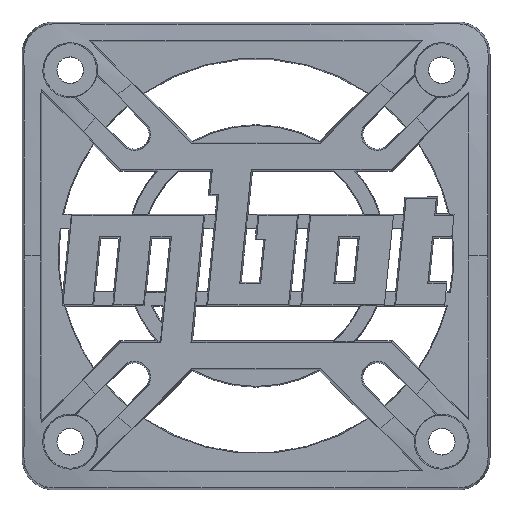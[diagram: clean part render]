
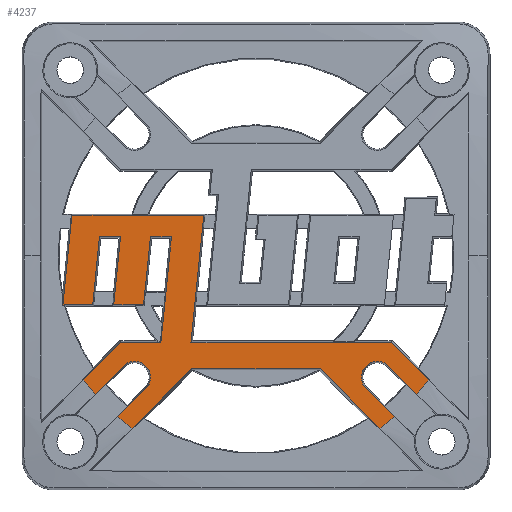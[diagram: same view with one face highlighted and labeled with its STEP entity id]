
A CAD part, top view. The second image highlights one B-rep face of the part: STEP entity #4237.
In plain terms, the highlighted planar face has unit normal (0, 0, 1).
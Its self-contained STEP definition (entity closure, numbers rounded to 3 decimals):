
#332=DIRECTION('',(0.707,-0.707,0.));
#333=VECTOR('',#332,3.771);
#334=CARTESIAN_POINT('',(12.496,-10.375,3.5));
#335=LINE('',#334,#333);
#336=DIRECTION('',(-0.707,0.707,0.));
#337=VECTOR('',#336,3.771);
#338=CARTESIAN_POINT('',(13.042,-15.163,3.5));
#339=LINE('',#338,#337);
#340=CARTESIAN_POINT('',(0.,0.,3.5));
#341=DIRECTION('',(0.,0.,1.));
#342=DIRECTION('',(0.584,-0.812,0.));
#343=AXIS2_PLACEMENT_3D('',#340,#341,#342);
#345=DIRECTION('',(0.707,-0.707,0.));
#346=VECTOR('',#345,7.938);
#347=CARTESIAN_POINT('',(6.064,-10.625,3.5));
#348=LINE('',#347,#346);
#349=DIRECTION('',(1.,0.,0.));
#350=VECTOR('',#349,12.129);
#351=CARTESIAN_POINT('',(-6.064,-10.625,3.5));
#352=LINE('',#351,#350);
#353=DIRECTION('',(0.707,0.707,0.));
#354=VECTOR('',#353,7.938);
#355=CARTESIAN_POINT('',(-11.677,-16.237,3.5));
#356=LINE('',#355,#354);
#357=CARTESIAN_POINT('',(0.,0.,3.5));
#358=DIRECTION('',(0.,0.,1.));
#359=DIRECTION('',(-0.652,-0.758,0.));
#360=AXIS2_PLACEMENT_3D('',#357,#358,#359);
#362=DIRECTION('',(-0.707,-0.707,0.));
#363=VECTOR('',#362,3.771);
#364=CARTESIAN_POINT('',(-10.375,-12.496,3.5));
#365=LINE('',#364,#363);
#366=DIRECTION('',(0.707,0.707,0.));
#367=VECTOR('',#366,3.771);
#368=CARTESIAN_POINT('',(-15.163,-13.042,3.5));
#369=LINE('',#368,#367);
#370=CARTESIAN_POINT('',(0.,0.,3.5));
#371=DIRECTION('',(0.,0.,1.));
#372=DIRECTION('',(-0.812,-0.584,0.));
#373=AXIS2_PLACEMENT_3D('',#370,#371,#372);
#375=DIRECTION('',(-0.707,-0.707,0.));
#376=VECTOR('',#375,4.952);
#377=CARTESIAN_POINT('',(-12.736,-8.175,3.5));
#378=LINE('',#377,#376);
#379=DIRECTION('',(-1.,0.,0.));
#380=VECTOR('',#379,3.776);
#381=CARTESIAN_POINT('',(-8.959,-8.175,3.5));
#382=LINE('',#381,#380);
#383=DIRECTION('',(-0.099,-0.995,0.));
#384=VECTOR('',#383,10.014);
#385=CARTESIAN_POINT('',(-7.964,1.789,3.5));
#386=LINE('',#385,#384);
#387=DIRECTION('',(1.,0.,0.));
#388=VECTOR('',#387,1.978);
#389=CARTESIAN_POINT('',(-9.942,1.789,3.5));
#390=LINE('',#389,#388);
#391=DIRECTION('',(0.101,0.995,0.));
#392=VECTOR('',#391,6.439);
#393=CARTESIAN_POINT('',(-10.59,-4.617,3.5));
#394=LINE('',#393,#392);
#395=DIRECTION('',(1.,0.,0.));
#396=VECTOR('',#395,2.81);
#397=CARTESIAN_POINT('',(-13.4,-4.617,3.5));
#398=LINE('',#397,#396);
#399=DIRECTION('',(-0.099,-0.995,0.));
#400=VECTOR('',#399,6.438);
#401=CARTESIAN_POINT('',(-12.76,1.789,3.5));
#402=LINE('',#401,#400);
#403=DIRECTION('',(1.,0.,0.));
#404=VECTOR('',#403,1.986);
#405=CARTESIAN_POINT('',(-14.746,1.789,3.5));
#406=LINE('',#405,#404);
#407=DIRECTION('',(0.098,0.995,0.));
#408=VECTOR('',#407,6.437);
#409=CARTESIAN_POINT('',(-15.379,-4.617,3.5));
#410=LINE('',#409,#408);
#411=DIRECTION('',(1.,0.,0.));
#412=VECTOR('',#411,2.803);
#413=CARTESIAN_POINT('',(-18.182,-4.617,3.5));
#414=LINE('',#413,#412);
#415=DIRECTION('',(-0.099,-0.995,0.));
#416=VECTOR('',#415,8.475);
#417=CARTESIAN_POINT('',(-17.345,3.817,3.5));
#418=LINE('',#417,#416);
#419=DIRECTION('',(-1.,0.,0.));
#420=VECTOR('',#419,12.419);
#421=CARTESIAN_POINT('',(-4.926,3.817,3.5));
#422=LINE('',#421,#420);
#423=DIRECTION('',(0.099,0.995,0.));
#424=VECTOR('',#423,12.052);
#425=CARTESIAN_POINT('',(-6.124,-8.175,3.5));
#426=LINE('',#425,#424);
#427=DIRECTION('',(-1.,0.,0.));
#428=VECTOR('',#427,18.86);
#429=CARTESIAN_POINT('',(12.736,-8.175,3.5));
#430=LINE('',#429,#428);
#431=DIRECTION('',(-0.707,0.707,0.));
#432=VECTOR('',#431,4.952);
#433=CARTESIAN_POINT('',(16.237,-11.677,3.5));
#434=LINE('',#433,#432);
#435=CARTESIAN_POINT('',(0.,0.,3.5));
#436=DIRECTION('',(0.,0.,1.));
#437=DIRECTION('',(0.758,-0.652,0.));
#438=AXIS2_PLACEMENT_3D('',#435,#436,#437);
#1100=CARTESIAN_POINT('',(-16.237,-11.677,3.5));
#1226=CARTESIAN_POINT('',(16.237,-11.677,3.5));
#1872=CARTESIAN_POINT('',(11.436,-11.436,3.5));
#1873=DIRECTION('',(0.,0.,-1.));
#1874=DIRECTION('',(-0.707,-0.707,0.));
#1875=AXIS2_PLACEMENT_3D('',#1872,#1873,#1874);
#1933=CARTESIAN_POINT('',(-11.436,-11.436,3.5));
#1934=DIRECTION('',(0.,0.,-1.));
#1935=DIRECTION('',(-0.707,0.707,0.));
#1936=AXIS2_PLACEMENT_3D('',#1933,#1934,#1935);
#2606=CARTESIAN_POINT('',(-11.677,-16.237,3.5));
#2639=CARTESIAN_POINT('',(11.677,-16.237,3.5));
#3110=CARTESIAN_POINT('',(-12.496,-10.375,3.5));
#3111=CARTESIAN_POINT('',(-10.375,-12.496,3.5));
#3112=VERTEX_POINT('',#3110);
#3113=VERTEX_POINT('',#3111);
#3119=CARTESIAN_POINT('',(-15.163,-13.042,3.5));
#3121=VERTEX_POINT('',#3119);
#3123=CARTESIAN_POINT('',(-13.042,-15.163,3.5));
#3125=VERTEX_POINT('',#3123);
#3126=CARTESIAN_POINT('',(10.375,-12.496,3.5));
#3127=CARTESIAN_POINT('',(12.496,-10.375,3.5));
#3128=VERTEX_POINT('',#3126);
#3129=VERTEX_POINT('',#3127);
#3135=CARTESIAN_POINT('',(13.042,-15.163,3.5));
#3137=VERTEX_POINT('',#3135);
#3139=CARTESIAN_POINT('',(15.163,-13.042,3.5));
#3141=VERTEX_POINT('',#3139);
#3158=CARTESIAN_POINT('',(-6.064,-10.625,3.5));
#3159=CARTESIAN_POINT('',(6.064,-10.625,3.5));
#3160=VERTEX_POINT('',#3158);
#3161=VERTEX_POINT('',#3159);
#3163=VERTEX_POINT('',#2639);
#3164=VERTEX_POINT('',#2606);
#3182=VERTEX_POINT('',#1226);
#3185=VERTEX_POINT('',#1100);
#3199=CARTESIAN_POINT('',(12.736,-8.175,3.5));
#3200=VERTEX_POINT('',#3199);
#3201=CARTESIAN_POINT('',(-12.736,-8.175,3.5));
#3202=VERTEX_POINT('',#3201);
#3251=CARTESIAN_POINT('',(-10.59,-4.617,3.5));
#3252=CARTESIAN_POINT('',(-9.942,1.789,3.5));
#3253=VERTEX_POINT('',#3251);
#3254=VERTEX_POINT('',#3252);
#3255=CARTESIAN_POINT('',(-7.964,1.789,3.5));
#3256=VERTEX_POINT('',#3255);
#3257=CARTESIAN_POINT('',(-4.926,3.817,3.5));
#3258=CARTESIAN_POINT('',(-17.345,3.817,3.5));
#3259=VERTEX_POINT('',#3257);
#3260=VERTEX_POINT('',#3258);
#3261=CARTESIAN_POINT('',(-18.182,-4.617,3.5));
#3262=VERTEX_POINT('',#3261);
#3263=CARTESIAN_POINT('',(-15.379,-4.617,3.5));
#3264=CARTESIAN_POINT('',(-14.746,1.789,3.5));
#3265=VERTEX_POINT('',#3263);
#3266=VERTEX_POINT('',#3264);
#3267=CARTESIAN_POINT('',(-12.76,1.789,3.5));
#3268=VERTEX_POINT('',#3267);
#3269=CARTESIAN_POINT('',(-13.4,-4.617,3.5));
#3270=VERTEX_POINT('',#3269);
#3441=CARTESIAN_POINT('',(-6.124,-8.175,3.5));
#3442=VERTEX_POINT('',#3441);
#3443=CARTESIAN_POINT('',(-8.959,-8.175,3.5));
#3444=VERTEX_POINT('',#3443);
#4175=CARTESIAN_POINT('',(0.,0.,3.5));
#4176=DIRECTION('',(0.,0.,1.));
#4177=DIRECTION('',(1.,0.,0.));
#4178=AXIS2_PLACEMENT_3D('',#4175,#4176,#4177);
#4179=PLANE('',#4178);
#4180=ORIENTED_EDGE('',*,*,#3692,.F.);
#4182=ORIENTED_EDGE('',*,*,#4181,.F.);
#4184=ORIENTED_EDGE('',*,*,#4183,.F.);
#4186=ORIENTED_EDGE('',*,*,#4185,.F.);
#4188=ORIENTED_EDGE('',*,*,#4187,.F.);
#4190=ORIENTED_EDGE('',*,*,#4189,.F.);
#4192=ORIENTED_EDGE('',*,*,#4191,.F.);
#4194=ORIENTED_EDGE('',*,*,#4193,.F.);
#4196=ORIENTED_EDGE('',*,*,#4195,.F.);
#4198=ORIENTED_EDGE('',*,*,#4197,.F.);
#4200=ORIENTED_EDGE('',*,*,#4199,.F.);
#4202=ORIENTED_EDGE('',*,*,#4201,.F.);
#4204=ORIENTED_EDGE('',*,*,#4203,.F.);
#4206=ORIENTED_EDGE('',*,*,#4205,.F.);
#4208=ORIENTED_EDGE('',*,*,#4207,.F.);
#4210=ORIENTED_EDGE('',*,*,#4209,.F.);
#4212=ORIENTED_EDGE('',*,*,#4211,.F.);
#4214=ORIENTED_EDGE('',*,*,#4213,.F.);
#4216=ORIENTED_EDGE('',*,*,#4215,.F.);
#4218=ORIENTED_EDGE('',*,*,#4217,.F.);
#4220=ORIENTED_EDGE('',*,*,#4219,.F.);
#4222=ORIENTED_EDGE('',*,*,#4221,.F.);
#4224=ORIENTED_EDGE('',*,*,#4223,.F.);
#4226=ORIENTED_EDGE('',*,*,#4225,.F.);
#4228=ORIENTED_EDGE('',*,*,#4227,.F.);
#4230=ORIENTED_EDGE('',*,*,#4229,.F.);
#4232=ORIENTED_EDGE('',*,*,#4231,.F.);
#4234=ORIENTED_EDGE('',*,*,#4233,.F.);
#4235=EDGE_LOOP('',(#4180,#4182,#4184,#4186,#4188,#4190,#4192,#4194,#4196,#4198,
#4200,#4202,#4204,#4206,#4208,#4210,#4212,#4214,#4216,#4218,#4220,#4222,#4224,
#4226,#4228,#4230,#4232,#4234));
#4236=FACE_OUTER_BOUND('',#4235,.F.);
#4237=ADVANCED_FACE('',(#4236),#4179,.T.);
#344=CIRCLE('',#343,20.);
#361=CIRCLE('',#360,20.);
#374=CIRCLE('',#373,20.);
#439=CIRCLE('',#438,20.);
#1876=CIRCLE('',#1875,1.5);
#1937=CIRCLE('',#1936,1.5);
#3692=EDGE_CURVE('',#3129,#3141,#335,.T.);
#4181=EDGE_CURVE('',#3128,#3129,#1876,.T.);
#4183=EDGE_CURVE('',#3137,#3128,#339,.T.);
#4185=EDGE_CURVE('',#3163,#3137,#344,.T.);
#4187=EDGE_CURVE('',#3161,#3163,#348,.T.);
#4189=EDGE_CURVE('',#3160,#3161,#352,.T.);
#4191=EDGE_CURVE('',#3164,#3160,#356,.T.);
#4193=EDGE_CURVE('',#3125,#3164,#361,.T.);
#4195=EDGE_CURVE('',#3113,#3125,#365,.T.);
#4197=EDGE_CURVE('',#3112,#3113,#1937,.T.);
#4199=EDGE_CURVE('',#3121,#3112,#369,.T.);
#4201=EDGE_CURVE('',#3185,#3121,#374,.T.);
#4203=EDGE_CURVE('',#3202,#3185,#378,.T.);
#4205=EDGE_CURVE('',#3444,#3202,#382,.T.);
#4207=EDGE_CURVE('',#3256,#3444,#386,.T.);
#4209=EDGE_CURVE('',#3254,#3256,#390,.T.);
#4211=EDGE_CURVE('',#3253,#3254,#394,.T.);
#4213=EDGE_CURVE('',#3270,#3253,#398,.T.);
#4215=EDGE_CURVE('',#3268,#3270,#402,.T.);
#4217=EDGE_CURVE('',#3266,#3268,#406,.T.);
#4219=EDGE_CURVE('',#3265,#3266,#410,.T.);
#4221=EDGE_CURVE('',#3262,#3265,#414,.T.);
#4223=EDGE_CURVE('',#3260,#3262,#418,.T.);
#4225=EDGE_CURVE('',#3259,#3260,#422,.T.);
#4227=EDGE_CURVE('',#3442,#3259,#426,.T.);
#4229=EDGE_CURVE('',#3200,#3442,#430,.T.);
#4231=EDGE_CURVE('',#3182,#3200,#434,.T.);
#4233=EDGE_CURVE('',#3141,#3182,#439,.T.);
